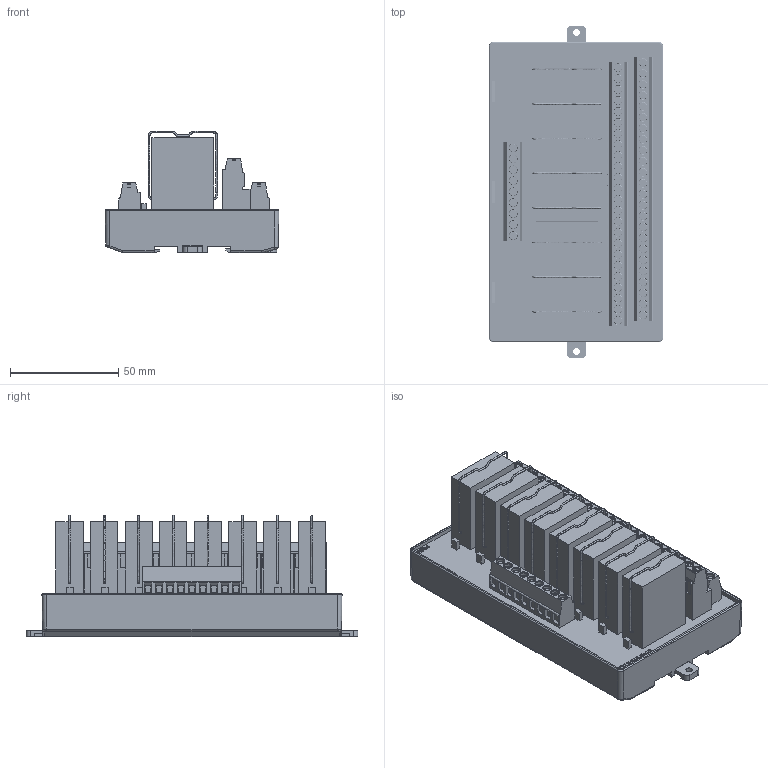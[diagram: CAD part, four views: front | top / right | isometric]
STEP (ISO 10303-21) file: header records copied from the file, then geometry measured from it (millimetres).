
FILE_DESCRIPTION(/* description */ (''),/* implementation_level */ '2;1');
FILE_NAME(/* name */ 'D1084-E 3D.stp',/* time_stamp */ '2024-08-16T11:34:06+08:00',/* author */ (''),/* organization */ (''),/* preprocessor_version */ 'ST-DEVELOPER v14',/* originating_system */ 'SIEMENS PLM Software NX 8.0',/* authorisation */ '');
FILE_SCHEMA (('AUTOMOTIVE_DESIGN { 1 0 10303 214 3 1 1 1 }'));
Products named in the file (1): D1084-E 3D_stp
Bounding box: 80.4 x 153.47 x 56.16 mm (x, y, z)
Volume: 335592.4 mm3; surface area: 77802.6 mm2
Topology: 3 solids, 7 shells, 2403 faces, 6308 edges, 4139 vertices
Faces by surface type: plane 1781, cylinder 251, torus 189, cone 138, bspline 34, extrusion 10
Full cylindrical faces by diameter (mm): 3 x2, 4.1 x46, 4.13 x32
Entity records: 120736 total; most frequent: CARTESIAN_POINT 62081, ORIENTED_EDGE 12208, DIRECTION 10912, EDGE_CURVE 6104, VECTOR 4636, LINE 4626, VERTEX_POINT 4082, AXIS2_PLACEMENT_3D 3138
